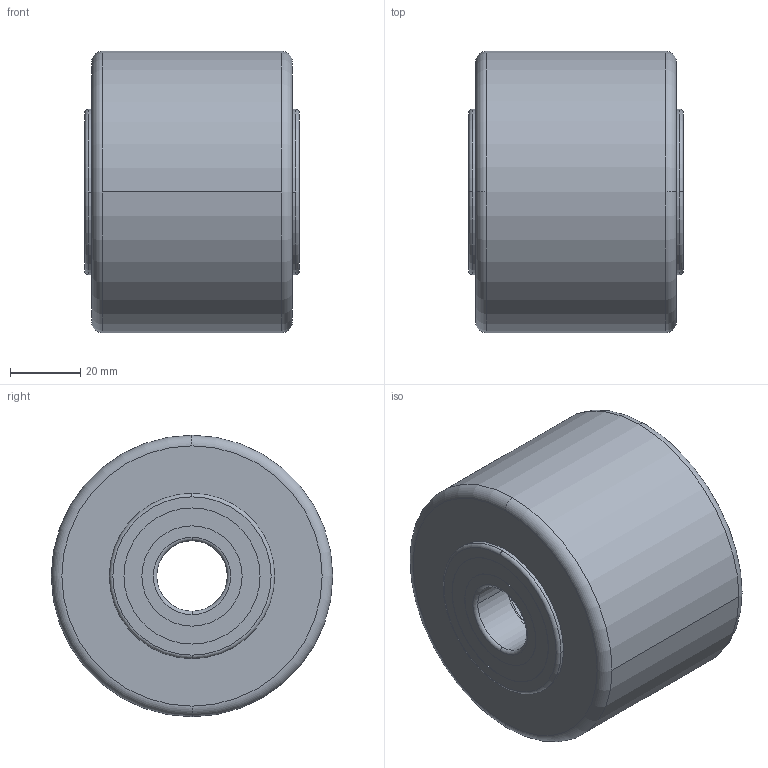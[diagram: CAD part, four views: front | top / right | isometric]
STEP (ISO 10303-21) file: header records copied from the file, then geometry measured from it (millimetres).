
FILE_DESCRIPTION(('STEP AP203'),'1');
FILE_NAME('pa_80_57.stp','2014-08-06T06:54:06',('TraceParts'),('TraceParts S.A.'),'XStep 1.0',' ',' ');
FILE_SCHEMA(('CONFIG_CONTROL_DESIGN'));
Length unit declared in the file: millimetre
Products named in the file (1): 1
Bounding box: 61 x 80 x 80 mm (x, y, z)
Volume: 249867.7 mm3; surface area: 30400.6 mm2
Topology: 1 solids, 1 shells, 46 faces, 116 edges, 80 vertices
Faces by surface type: cylinder 20, torus 16, plane 10
Entity records: 1508 total; most frequent: DIRECTION 306, CARTESIAN_POINT 243, ORIENTED_EDGE 232, AXIS2_PLACEMENT_3D 143, EDGE_CURVE 116, CIRCLE 96, VERTEX_POINT 80, EDGE_LOOP 56
